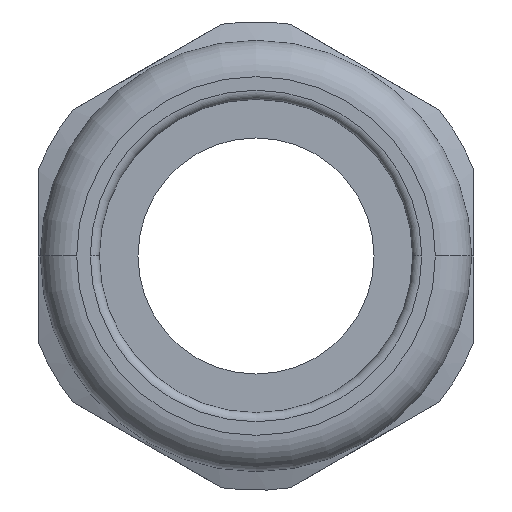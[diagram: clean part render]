
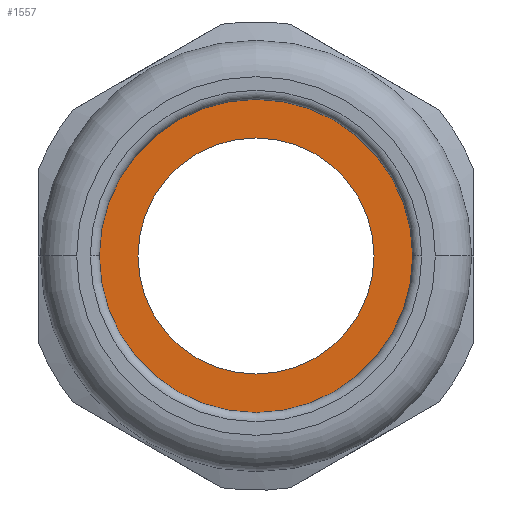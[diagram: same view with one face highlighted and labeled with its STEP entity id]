
A CAD part, left-side view. The second image highlights one B-rep face of the part: STEP entity #1557.
In plain terms, the highlighted planar face has unit normal (-1, 0, 0).
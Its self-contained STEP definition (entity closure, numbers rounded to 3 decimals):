
#91 = ORIENTED_EDGE ( 'NONE', *, *, #3794, .T. ) ;
#110 = AXIS2_PLACEMENT_3D ( 'NONE', #1148, #1984, #376 ) ;
#214 = CARTESIAN_POINT ( 'NONE',  ( -12.553, 0., 0. ) ) ;
#351 = DIRECTION ( 'NONE',  ( 0., 0., -1. ) ) ;
#367 = VERTEX_POINT ( 'NONE', #1957 ) ;
#372 = AXIS2_PLACEMENT_3D ( 'NONE', #1446, #3452, #3074 ) ;
#376 = DIRECTION ( 'NONE',  ( 0., 0., -1. ) ) ;
#410 = ORIENTED_EDGE ( 'NONE', *, *, #2121, .T. ) ;
#436 = CARTESIAN_POINT ( 'NONE',  ( -12.553, 0., 13. ) ) ;
#514 = DIRECTION ( 'NONE',  ( 0., 0., 1. ) ) ;
#589 = VERTEX_POINT ( 'NONE', #671 ) ;
#627 = AXIS2_PLACEMENT_3D ( 'NONE', #3190, #2857, #514 ) ;
#671 = CARTESIAN_POINT ( 'NONE',  ( -12.553, 0., 21.15 ) ) ;
#756 = CIRCLE ( 'NONE', #1183, 21.15 ) ;
#1148 = CARTESIAN_POINT ( 'NONE',  ( -12.553, 0., 0. ) ) ;
#1151 = CARTESIAN_POINT ( 'NONE',  ( -12.553, 0., 0. ) ) ;
#1183 = AXIS2_PLACEMENT_3D ( 'NONE', #214, #1872, #1409 ) ;
#1339 = EDGE_LOOP ( 'NONE', ( #1926, #4237 ) ) ;
#1409 = DIRECTION ( 'NONE',  ( 0., 0., 1. ) ) ;
#1446 = CARTESIAN_POINT ( 'NONE',  ( -12.553, 21.15, 0. ) ) ;
#1557 = ADVANCED_FACE ( 'NONE', ( #2686, #4254 ), #2586, .F. ) ;
#1654 = AXIS2_PLACEMENT_3D ( 'NONE', #1151, #2339, #351 ) ;
#1824 = CARTESIAN_POINT ( 'NONE',  ( -12.553, 0., -13. ) ) ;
#1872 = DIRECTION ( 'NONE',  ( -1., 0., 0. ) ) ;
#1926 = ORIENTED_EDGE ( 'NONE', *, *, #2734, .T. ) ;
#1957 = CARTESIAN_POINT ( 'NONE',  ( -12.553, 0., -21.15 ) ) ;
#1984 = DIRECTION ( 'NONE',  ( 1., 0., 0. ) ) ;
#2121 = EDGE_CURVE ( 'NONE', #4507, #4679, #5140, .T. ) ;
#2225 = CIRCLE ( 'NONE', #1654, 13. ) ;
#2339 = DIRECTION ( 'NONE',  ( 1., 0., 0. ) ) ;
#2586 = PLANE ( 'NONE',  #372 ) ;
#2686 = FACE_BOUND ( 'NONE', #3412, .T. ) ;
#2734 = EDGE_CURVE ( 'NONE', #589, #367, #2879, .T. ) ;
#2857 = DIRECTION ( 'NONE',  ( -1., 0., 0. ) ) ;
#2879 = CIRCLE ( 'NONE', #627, 21.15 ) ;
#3074 = DIRECTION ( 'NONE',  ( 0., 0., -1. ) ) ;
#3190 = CARTESIAN_POINT ( 'NONE',  ( -12.553, 0., 0. ) ) ;
#3412 = EDGE_LOOP ( 'NONE', ( #410, #91 ) ) ;
#3452 = DIRECTION ( 'NONE',  ( 1., 0., 0. ) ) ;
#3794 = EDGE_CURVE ( 'NONE', #4679, #4507, #2225, .T. ) ;
#4237 = ORIENTED_EDGE ( 'NONE', *, *, #4978, .T. ) ;
#4254 = FACE_OUTER_BOUND ( 'NONE', #1339, .T. ) ;
#4507 = VERTEX_POINT ( 'NONE', #1824 ) ;
#4679 = VERTEX_POINT ( 'NONE', #436 ) ;
#4978 = EDGE_CURVE ( 'NONE', #367, #589, #756, .T. ) ;
#5140 = CIRCLE ( 'NONE', #110, 13. ) ;
